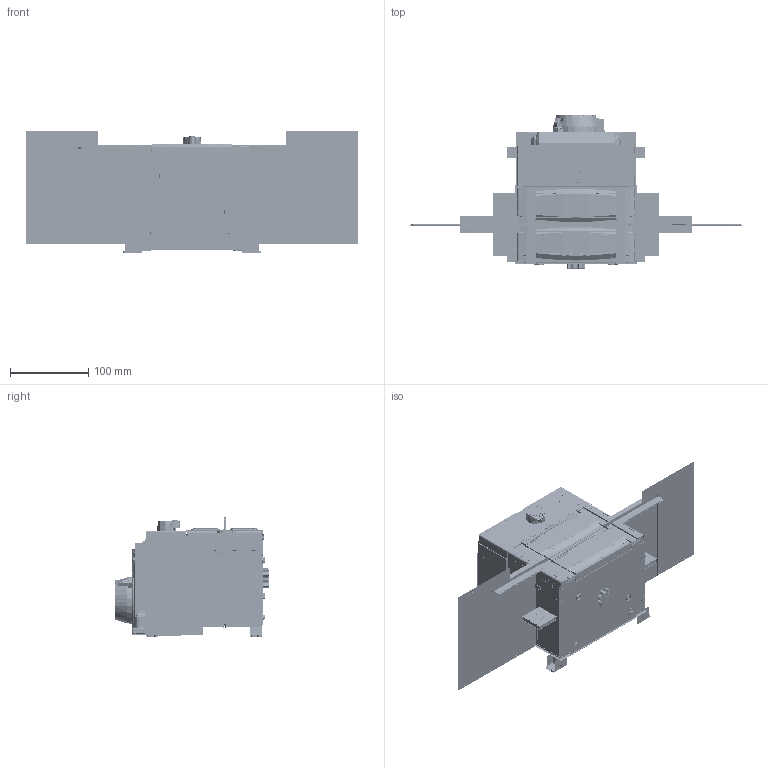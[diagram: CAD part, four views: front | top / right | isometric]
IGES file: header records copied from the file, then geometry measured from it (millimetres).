
Start section:  PTC IGES file: OTDC250...630_F_02F.igs
Global section: file name: OTDC250...630_F_02F.igs; native system: Creo Parametric by PTC Inc.; preprocessor: 2019164; author: FIANNOR1; organization: Unknown; date: 20200603.181129; units: millimetre
Bounding box: 423.52 x 196.81 x 156.12 mm (x, y, z)
Surface area: 1316478.3 mm2 (no closed solid volume)
Topology: 0 solids, 0 shells, 12800 faces, 181146 edges, 235610 vertices
Faces by surface type: bspline 8112, revolution 4178, extrusion 510
